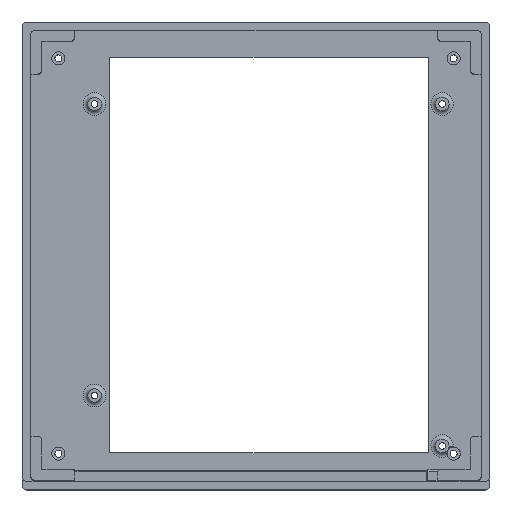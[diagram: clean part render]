
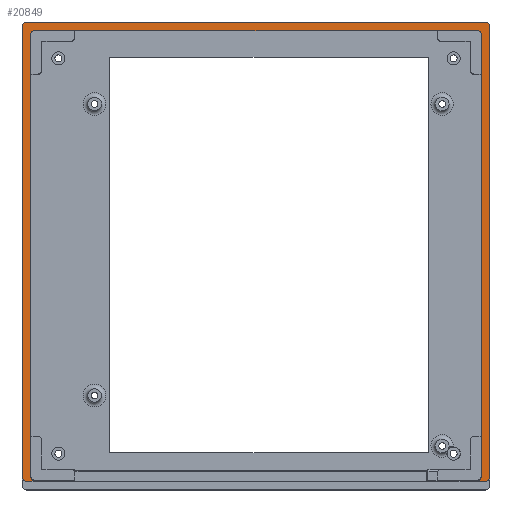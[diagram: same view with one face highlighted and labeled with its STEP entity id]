
A CAD part, top view. The second image highlights one B-rep face of the part: STEP entity #20849.
In plain terms, the highlighted planar face has unit normal (0, 0, 1).
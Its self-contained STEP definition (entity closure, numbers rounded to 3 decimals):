
#20012=CARTESIAN_POINT('',(1258.,428.,487.5));
#20013=VERTEX_POINT('',#20012);
#20030=CARTESIAN_POINT('',(1276.,428.,487.5));
#20031=VERTEX_POINT('',#20030);
#20038=CARTESIAN_POINT('',(1276.,428.,487.5));
#20039=DIRECTION('',(-1.,-0.,0.));
#20040=VECTOR('',#20039,18.);
#20041=LINE('',#20038,#20040);
#20042=EDGE_CURVE('',#20031,#20013,#20041,.T.);
#20462=CARTESIAN_POINT('',(1278.,408.,487.5));
#20463=VERTEX_POINT('',#20462);
#20494=CARTESIAN_POINT('',(1278.,426.,487.5));
#20495=VERTEX_POINT('',#20494);
#20511=CARTESIAN_POINT('',(1278.,408.,487.5));
#20512=DIRECTION('',(-0.,1.,0.));
#20513=VECTOR('',#20512,18.);
#20514=LINE('',#20511,#20513);
#20515=EDGE_CURVE('',#20463,#20495,#20514,.T.);
#20584=CARTESIAN_POINT('',(1276.,426.,487.5));
#20585=DIRECTION('',(-0.,-0.,-1.));
#20586=DIRECTION('',(1.,0.,-0.));
#20587=AXIS2_PLACEMENT_3D('',#20584,#20585,#20586);
#20588=CIRCLE('',#20587,2.);
#20589=EDGE_CURVE('',#20031,#20495,#20588,.T.);
#20649=CARTESIAN_POINT('',(1282.,226.,487.5));
#20650=VERTEX_POINT('',#20649);
#20651=CARTESIAN_POINT('',(1282.,430.,487.5));
#20652=VERTEX_POINT('',#20651);
#20653=CARTESIAN_POINT('',(1282.,226.,487.5));
#20654=DIRECTION('',(0.,1.,0.));
#20655=VECTOR('',#20654,204.);
#20656=LINE('',#20653,#20655);
#20657=EDGE_CURVE('',#20650,#20652,#20656,.T.);
#20691=CARTESIAN_POINT('',(650.,800.,487.5));
#20692=DIRECTION('',(0.,0.,1.));
#20693=DIRECTION('',(1.,0.,-0.));
#20694=AXIS2_PLACEMENT_3D('',#20691,#20692,#20693);
#20695=PLANE('',#20694);
#20696=CARTESIAN_POINT('',(1070.,430.,487.5));
#20697=VERTEX_POINT('',#20696);
#20698=CARTESIAN_POINT('',(1070.,226.,487.5));
#20699=VERTEX_POINT('',#20698);
#20700=CARTESIAN_POINT('',(1070.,430.,487.5));
#20701=DIRECTION('',(0.,-1.,0.));
#20702=VECTOR('',#20701,204.);
#20703=LINE('',#20700,#20702);
#20704=EDGE_CURVE('',#20697,#20699,#20703,.T.);
#20705=ORIENTED_EDGE('',*,*,#20704,.T.);
#20706=CARTESIAN_POINT('',(1072.,224.,487.5));
#20707=VERTEX_POINT('',#20706);
#20708=CARTESIAN_POINT('',(1072.,226.,487.5));
#20709=DIRECTION('',(0.,0.,1.));
#20710=DIRECTION('',(1.,0.,-0.));
#20711=AXIS2_PLACEMENT_3D('',#20708,#20709,#20710);
#20712=CIRCLE('',#20711,2.);
#20713=EDGE_CURVE('',#20699,#20707,#20712,.T.);
#20714=ORIENTED_EDGE('',*,*,#20713,.T.);
#20715=CARTESIAN_POINT('',(1076.,224.,487.5));
#20716=VERTEX_POINT('',#20715);
#20717=CARTESIAN_POINT('',(1072.,224.,487.5));
#20718=DIRECTION('',(1.,0.,-0.));
#20719=VECTOR('',#20718,4.);
#20720=LINE('',#20717,#20719);
#20721=EDGE_CURVE('',#20707,#20716,#20720,.T.);
#20722=ORIENTED_EDGE('',*,*,#20721,.T.);
#20723=CARTESIAN_POINT('',(1074.,226.,487.5));
#20724=VERTEX_POINT('',#20723);
#20725=CARTESIAN_POINT('',(1076.,226.,487.5));
#20726=DIRECTION('',(-0.,-0.,-1.));
#20727=DIRECTION('',(1.,0.,-0.));
#20728=AXIS2_PLACEMENT_3D('',#20725,#20726,#20727);
#20729=CIRCLE('',#20728,2.);
#20730=EDGE_CURVE('',#20716,#20724,#20729,.T.);
#20731=ORIENTED_EDGE('',*,*,#20730,.T.);
#20732=CARTESIAN_POINT('',(1074.,244.,487.5));
#20733=VERTEX_POINT('',#20732);
#20734=CARTESIAN_POINT('',(1074.,226.,487.5));
#20735=DIRECTION('',(-0.,1.,0.));
#20736=VECTOR('',#20735,18.);
#20737=LINE('',#20734,#20736);
#20738=EDGE_CURVE('',#20724,#20733,#20737,.T.);
#20739=ORIENTED_EDGE('',*,*,#20738,.T.);
#20740=CARTESIAN_POINT('',(1074.,408.,487.5));
#20741=VERTEX_POINT('',#20740);
#20742=CARTESIAN_POINT('',(1074.,244.,487.5));
#20743=DIRECTION('',(-0.,1.,0.));
#20744=VECTOR('',#20743,164.);
#20745=LINE('',#20742,#20744);
#20746=EDGE_CURVE('',#20733,#20741,#20745,.T.);
#20747=ORIENTED_EDGE('',*,*,#20746,.T.);
#20748=CARTESIAN_POINT('',(1074.,426.,487.5));
#20749=VERTEX_POINT('',#20748);
#20750=CARTESIAN_POINT('',(1074.,408.,487.5));
#20751=DIRECTION('',(-0.,1.,0.));
#20752=VECTOR('',#20751,18.);
#20753=LINE('',#20750,#20752);
#20754=EDGE_CURVE('',#20741,#20749,#20753,.T.);
#20755=ORIENTED_EDGE('',*,*,#20754,.T.);
#20756=CARTESIAN_POINT('',(1076.,428.,487.5));
#20757=VERTEX_POINT('',#20756);
#20758=CARTESIAN_POINT('',(1076.,426.,487.5));
#20759=DIRECTION('',(-0.,-0.,-1.));
#20760=DIRECTION('',(1.,0.,-0.));
#20761=AXIS2_PLACEMENT_3D('',#20758,#20759,#20760);
#20762=CIRCLE('',#20761,2.);
#20763=EDGE_CURVE('',#20749,#20757,#20762,.T.);
#20764=ORIENTED_EDGE('',*,*,#20763,.T.);
#20765=CARTESIAN_POINT('',(1094.,428.,487.5));
#20766=VERTEX_POINT('',#20765);
#20767=CARTESIAN_POINT('',(1094.,428.,487.5));
#20768=DIRECTION('',(-1.,-0.,0.));
#20769=VECTOR('',#20768,18.);
#20770=LINE('',#20767,#20769);
#20771=EDGE_CURVE('',#20766,#20757,#20770,.T.);
#20772=ORIENTED_EDGE('',*,*,#20771,.F.);
#20773=CARTESIAN_POINT('',(1258.,428.,487.5));
#20774=DIRECTION('',(-1.,-0.,0.));
#20775=VECTOR('',#20774,164.);
#20776=LINE('',#20773,#20775);
#20777=EDGE_CURVE('',#20013,#20766,#20776,.T.);
#20778=ORIENTED_EDGE('',*,*,#20777,.F.);
#20779=ORIENTED_EDGE('',*,*,#20042,.F.);
#20780=ORIENTED_EDGE('',*,*,#20589,.T.);
#20781=ORIENTED_EDGE('',*,*,#20515,.F.);
#20782=CARTESIAN_POINT('',(1278.,244.,487.5));
#20783=VERTEX_POINT('',#20782);
#20784=CARTESIAN_POINT('',(1278.,244.,487.5));
#20785=DIRECTION('',(0.,1.,0.));
#20786=VECTOR('',#20785,164.);
#20787=LINE('',#20784,#20786);
#20788=EDGE_CURVE('',#20783,#20463,#20787,.T.);
#20789=ORIENTED_EDGE('',*,*,#20788,.F.);
#20790=CARTESIAN_POINT('',(1278.,226.,487.5));
#20791=VERTEX_POINT('',#20790);
#20792=CARTESIAN_POINT('',(1278.,226.,487.5));
#20793=DIRECTION('',(0.,1.,0.));
#20794=VECTOR('',#20793,18.);
#20795=LINE('',#20792,#20794);
#20796=EDGE_CURVE('',#20791,#20783,#20795,.T.);
#20797=ORIENTED_EDGE('',*,*,#20796,.F.);
#20798=CARTESIAN_POINT('',(1276.,224.,487.5));
#20799=VERTEX_POINT('',#20798);
#20800=CARTESIAN_POINT('',(1276.,226.,487.5));
#20801=DIRECTION('',(-0.,-0.,-1.));
#20802=DIRECTION('',(1.,0.,-0.));
#20803=AXIS2_PLACEMENT_3D('',#20800,#20801,#20802);
#20804=CIRCLE('',#20803,2.);
#20805=EDGE_CURVE('',#20791,#20799,#20804,.T.);
#20806=ORIENTED_EDGE('',*,*,#20805,.T.);
#20807=CARTESIAN_POINT('',(1280.,224.,487.5));
#20808=VERTEX_POINT('',#20807);
#20809=CARTESIAN_POINT('',(1280.,224.,487.5));
#20810=DIRECTION('',(-1.,0.,0.));
#20811=VECTOR('',#20810,4.);
#20812=LINE('',#20809,#20811);
#20813=EDGE_CURVE('',#20808,#20799,#20812,.T.);
#20814=ORIENTED_EDGE('',*,*,#20813,.F.);
#20815=CARTESIAN_POINT('',(1280.,226.,487.5));
#20816=DIRECTION('',(0.,0.,1.));
#20817=DIRECTION('',(1.,0.,-0.));
#20818=AXIS2_PLACEMENT_3D('',#20815,#20816,#20817);
#20819=CIRCLE('',#20818,2.);
#20820=EDGE_CURVE('',#20808,#20650,#20819,.T.);
#20821=ORIENTED_EDGE('',*,*,#20820,.T.);
#20822=ORIENTED_EDGE('',*,*,#20657,.T.);
#20823=CARTESIAN_POINT('',(1280.,432.,487.5));
#20824=VERTEX_POINT('',#20823);
#20825=CARTESIAN_POINT('',(1280.,430.,487.5));
#20826=DIRECTION('',(0.,0.,1.));
#20827=DIRECTION('',(1.,0.,-0.));
#20828=AXIS2_PLACEMENT_3D('',#20825,#20826,#20827);
#20829=CIRCLE('',#20828,2.);
#20830=EDGE_CURVE('',#20652,#20824,#20829,.T.);
#20831=ORIENTED_EDGE('',*,*,#20830,.T.);
#20832=CARTESIAN_POINT('',(1072.,432.,487.5));
#20833=VERTEX_POINT('',#20832);
#20834=CARTESIAN_POINT('',(1280.,432.,487.5));
#20835=DIRECTION('',(-1.,0.,0.));
#20836=VECTOR('',#20835,208.);
#20837=LINE('',#20834,#20836);
#20838=EDGE_CURVE('',#20824,#20833,#20837,.T.);
#20839=ORIENTED_EDGE('',*,*,#20838,.T.);
#20840=CARTESIAN_POINT('',(1072.,430.,487.5));
#20841=DIRECTION('',(0.,0.,1.));
#20842=DIRECTION('',(1.,0.,-0.));
#20843=AXIS2_PLACEMENT_3D('',#20840,#20841,#20842);
#20844=CIRCLE('',#20843,2.);
#20845=EDGE_CURVE('',#20833,#20697,#20844,.T.);
#20846=ORIENTED_EDGE('',*,*,#20845,.T.);
#20847=EDGE_LOOP('',(#20705,#20714,#20722,#20731,#20739,#20747,#20755,#20764,#20772,#20778,#20779,#20780,#20781,#20789,#20797,#20806,#20814,#20821,#20822,#20831,#20839,#20846));
#20848=FACE_BOUND('',#20847,.T.);
#20849=ADVANCED_FACE('',(#20848),#20695,.T.);
